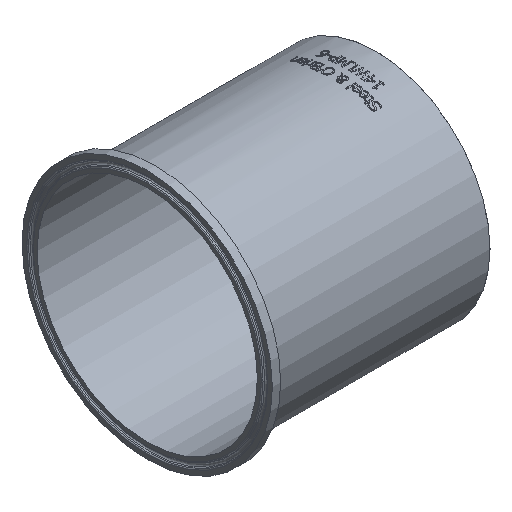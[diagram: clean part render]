
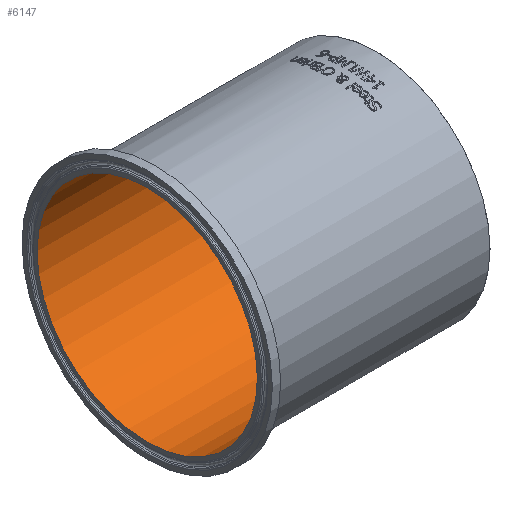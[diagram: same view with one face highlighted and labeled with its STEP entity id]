
A CAD part, isometric view. The second image highlights one B-rep face of the part: STEP entity #6147.
In plain terms, the highlighted cylindrical face has radius 73.431 mm (diameter 146.863 mm), a full revolution.
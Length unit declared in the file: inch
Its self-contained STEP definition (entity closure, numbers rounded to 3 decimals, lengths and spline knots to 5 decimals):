
#101=FACE_BOUND('',#1418,.T.);
#1037=FACE_OUTER_BOUND('',#1417,.T.);
#1417=EDGE_LOOP('',(#5727));
#1418=EDGE_LOOP('',(#5728));
#1587=CIRCLE('',#6532,2.891);
#1589=CIRCLE('',#6536,2.891);
#3026=VERTEX_POINT('',#13226);
#3028=VERTEX_POINT('',#13232);
#3932=EDGE_CURVE('',#3026,#3026,#1587,.T.);
#3934=EDGE_CURVE('',#3028,#3028,#1589,.T.);
#5727=ORIENTED_EDGE('',*,*,#3934,.F.);
#5728=ORIENTED_EDGE('',*,*,#3932,.F.);
#5789=CYLINDRICAL_SURFACE('',#6535,2.891);
#6147=ADVANCED_FACE('',(#1037,#101),#5789,.F.);
#6532=AXIS2_PLACEMENT_3D('',#13227,#7713,#7714);
#6535=AXIS2_PLACEMENT_3D('',#13231,#7719,#7720);
#6536=AXIS2_PLACEMENT_3D('',#13233,#7721,#7722);
#7713=DIRECTION('center_axis',(-1.,0.,0.));
#7714=DIRECTION('ref_axis',(0.,-1.,0.));
#7719=DIRECTION('center_axis',(1.,0.,0.));
#7720=DIRECTION('ref_axis',(0.,1.,0.));
#7721=DIRECTION('center_axis',(1.,0.,0.));
#7722=DIRECTION('ref_axis',(0.,1.,0.));
#13226=CARTESIAN_POINT('',(5.995,2.89093,0.));
#13227=CARTESIAN_POINT('Origin',(5.995,-0.00007,
0.));
#13231=CARTESIAN_POINT('Origin',(3.,-0.00007,
0.));
#13232=CARTESIAN_POINT('',(0.,2.89093,0.));
#13233=CARTESIAN_POINT('Origin',(0.,-0.00007,
0.));
